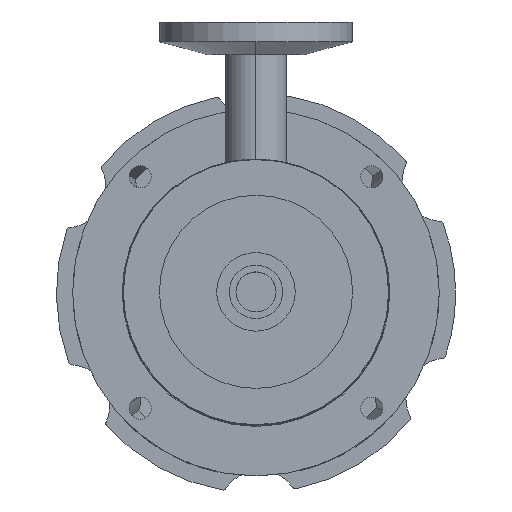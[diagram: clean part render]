
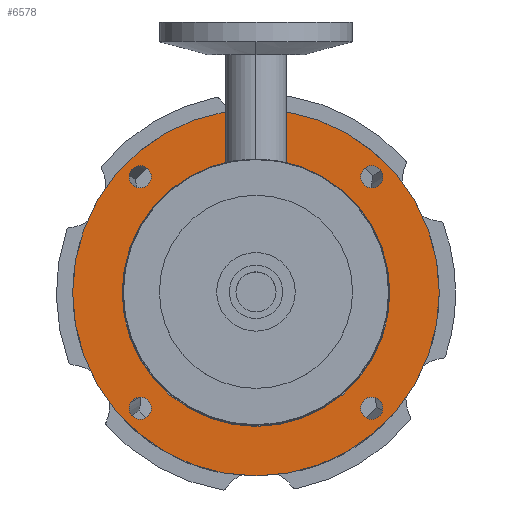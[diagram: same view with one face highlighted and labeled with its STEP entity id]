
A CAD part, top view. The second image highlights one B-rep face of the part: STEP entity #6578.
In plain terms, the highlighted planar face has unit normal (0, 0, 1).
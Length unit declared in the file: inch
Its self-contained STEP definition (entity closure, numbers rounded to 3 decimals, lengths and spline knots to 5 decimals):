
#21 = AXIS2_PLACEMENT_3D ( 'NONE', #6274, #10607, #7201 ) ;
#42 = VERTEX_POINT ( 'NONE', #7741 ) ;
#191 = CIRCLE ( 'NONE', #6637, 0.8175 ) ;
#318 = CARTESIAN_POINT ( 'NONE',  ( 0., 0., -0.72 ) ) ;
#336 = EDGE_CURVE ( 'NONE', #10831, #11041, #2898, .T. ) ;
#480 = AXIS2_PLACEMENT_3D ( 'NONE', #523, #6587, #1395 ) ;
#523 = CARTESIAN_POINT ( 'NONE',  ( 0., 0., -0.72 ) ) ;
#548 = ORIENTED_EDGE ( 'NONE', *, *, #3344, .T. ) ;
#612 = CARTESIAN_POINT ( 'NONE',  ( 0.70711, -0.63911, -0.72 ) ) ;
#734 = CIRCLE ( 'NONE', #4561, 1.12 ) ;
#739 = EDGE_CURVE ( 'NONE', #5965, #42, #734, .T. ) ;
#890 = AXIS2_PLACEMENT_3D ( 'NONE', #318, #6395, #1195 ) ;
#1162 = PLANE ( 'NONE',  #21 ) ;
#1195 = DIRECTION ( 'NONE',  ( 1., 0., 0. ) ) ;
#1202 = FACE_BOUND ( 'NONE', #5402, .T. ) ;
#1218 = AXIS2_PLACEMENT_3D ( 'NONE', #5128, #11227, #6010 ) ;
#1294 = AXIS2_PLACEMENT_3D ( 'NONE', #2682, #1940, #2045 ) ;
#1370 = VERTEX_POINT ( 'NONE', #4029 ) ;
#1395 = DIRECTION ( 'NONE',  ( 1., 0., 0. ) ) ;
#1422 = DIRECTION ( 'NONE',  ( 0., 0., -1. ) ) ;
#1714 = CARTESIAN_POINT ( 'NONE',  ( 0., 0., -0.72 ) ) ;
#1807 = ORIENTED_EDGE ( 'NONE', *, *, #9426, .T. ) ;
#1846 = ORIENTED_EDGE ( 'NONE', *, *, #739, .T. ) ;
#1934 = ORIENTED_EDGE ( 'NONE', *, *, #3981, .T. ) ;
#1940 = DIRECTION ( 'NONE',  ( 0., 0., -1. ) ) ;
#2045 = DIRECTION ( 'NONE',  ( 0., 1., 0. ) ) ;
#2291 = CIRCLE ( 'NONE', #890, 0.8175 ) ;
#2406 = CARTESIAN_POINT ( 'NONE',  ( -0.70711, 0.70711, -0.72 ) ) ;
#2539 = CARTESIAN_POINT ( 'NONE',  ( -0.70711, -0.63911, -0.72 ) ) ;
#2572 = EDGE_CURVE ( 'NONE', #11041, #10831, #10806, .T. ) ;
#2578 = DIRECTION ( 'NONE',  ( 1., 0., 0. ) ) ;
#2682 = CARTESIAN_POINT ( 'NONE',  ( 0.70711, -0.70711, -0.72 ) ) ;
#2898 = CIRCLE ( 'NONE', #1294, 0.068 ) ;
#3039 = VERTEX_POINT ( 'NONE', #3608 ) ;
#3208 = CARTESIAN_POINT ( 'NONE',  ( -0.8175, 0., -0.72 ) ) ;
#3272 = DIRECTION ( 'NONE',  ( -1., 0., 0. ) ) ;
#3344 = EDGE_CURVE ( 'NONE', #10959, #1370, #5888, .T. ) ;
#3349 = CARTESIAN_POINT ( 'NONE',  ( 0.70711, 0.70711, -0.72 ) ) ;
#3410 = CIRCLE ( 'NONE', #9937, 0.068 ) ;
#3436 = DIRECTION ( 'NONE',  ( 0., 0., -1. ) ) ;
#3459 = AXIS2_PLACEMENT_3D ( 'NONE', #4597, #10690, #5484 ) ;
#3495 = FACE_BOUND ( 'NONE', #6180, .T. ) ;
#3608 = CARTESIAN_POINT ( 'NONE',  ( 0.77511, 0.70711, -0.72 ) ) ;
#3657 = EDGE_LOOP ( 'NONE', ( #6297, #10576 ) ) ;
#3780 = EDGE_CURVE ( 'NONE', #4482, #6355, #4385, .T. ) ;
#3861 = CARTESIAN_POINT ( 'NONE',  ( 0.8175, 0., -0.72 ) ) ;
#3963 = AXIS2_PLACEMENT_3D ( 'NONE', #8631, #3436, #9499 ) ;
#3981 = EDGE_CURVE ( 'NONE', #6355, #4482, #3410, .T. ) ;
#4029 = CARTESIAN_POINT ( 'NONE',  ( -0.70711, -0.77511, -0.72 ) ) ;
#4196 = CARTESIAN_POINT ( 'NONE',  ( 0.63911, 0.70711, -0.72 ) ) ;
#4229 = DIRECTION ( 'NONE',  ( -1., 0., 0. ) ) ;
#4385 = CIRCLE ( 'NONE', #1218, 0.068 ) ;
#4482 = VERTEX_POINT ( 'NONE', #5100 ) ;
#4561 = AXIS2_PLACEMENT_3D ( 'NONE', #9453, #10032, #9219 ) ;
#4597 = CARTESIAN_POINT ( 'NONE',  ( 0.70711, -0.70711, -0.72 ) ) ;
#5001 = CARTESIAN_POINT ( 'NONE',  ( 0.70711, 0.70711, -0.72 ) ) ;
#5100 = CARTESIAN_POINT ( 'NONE',  ( -0.77511, 0.70711, -0.72 ) ) ;
#5128 = CARTESIAN_POINT ( 'NONE',  ( -0.70711, 0.70711, -0.72 ) ) ;
#5309 = ORIENTED_EDGE ( 'NONE', *, *, #10604, .T. ) ;
#5361 = ORIENTED_EDGE ( 'NONE', *, *, #8259, .T. ) ;
#5402 = EDGE_LOOP ( 'NONE', ( #6849, #6160 ) ) ;
#5484 = DIRECTION ( 'NONE',  ( 0., 1., 0. ) ) ;
#5543 = FACE_BOUND ( 'NONE', #3657, .T. ) ;
#5888 = CIRCLE ( 'NONE', #3963, 0.068 ) ;
#5891 = DIRECTION ( 'NONE',  ( -1., 0., 0. ) ) ;
#5965 = VERTEX_POINT ( 'NONE', #9313 ) ;
#5974 = CIRCLE ( 'NONE', #8859, 0.068 ) ;
#6003 = VERTEX_POINT ( 'NONE', #4196 ) ;
#6010 = DIRECTION ( 'NONE',  ( -1., 0., 0. ) ) ;
#6093 = FACE_BOUND ( 'NONE', #9320, .T. ) ;
#6160 = ORIENTED_EDGE ( 'NONE', *, *, #2572, .T. ) ;
#6180 = EDGE_LOOP ( 'NONE', ( #5309, #8506 ) ) ;
#6274 = CARTESIAN_POINT ( 'NONE',  ( -0.39598, -0.39598, -0.72 ) ) ;
#6297 = ORIENTED_EDGE ( 'NONE', *, *, #10276, .T. ) ;
#6355 = VERTEX_POINT ( 'NONE', #7324 ) ;
#6395 = DIRECTION ( 'NONE',  ( 0., 0., -1. ) ) ;
#6578 = ADVANCED_FACE ( 'NONE', ( #3495, #10167, #1202, #6093, #7840, #5543 ), #1162, .T. ) ;
#6587 = DIRECTION ( 'NONE',  ( 0., 0., 1. ) ) ;
#6604 = CARTESIAN_POINT ( 'NONE',  ( -0.70711, -0.70711, -0.72 ) ) ;
#6637 = AXIS2_PLACEMENT_3D ( 'NONE', #1714, #7784, #2578 ) ;
#6654 = ORIENTED_EDGE ( 'NONE', *, *, #3780, .T. ) ;
#6681 = CIRCLE ( 'NONE', #480, 1.12 ) ;
#6849 = ORIENTED_EDGE ( 'NONE', *, *, #336, .T. ) ;
#7201 = DIRECTION ( 'NONE',  ( 1., 0., 0. ) ) ;
#7324 = CARTESIAN_POINT ( 'NONE',  ( -0.63911, 0.70711, -0.72 ) ) ;
#7461 = DIRECTION ( 'NONE',  ( 0., 1., 0. ) ) ;
#7612 = EDGE_CURVE ( 'NONE', #3039, #6003, #8596, .T. ) ;
#7613 = VERTEX_POINT ( 'NONE', #3208 ) ;
#7741 = CARTESIAN_POINT ( 'NONE',  ( -1.12, 0., -0.72 ) ) ;
#7784 = DIRECTION ( 'NONE',  ( 0., 0., -1. ) ) ;
#7840 = FACE_BOUND ( 'NONE', #10515, .T. ) ;
#8259 = EDGE_CURVE ( 'NONE', #1370, #10959, #10531, .T. ) ;
#8390 = EDGE_CURVE ( 'NONE', #7613, #9807, #191, .T. ) ;
#8479 = DIRECTION ( 'NONE',  ( 0., 0., -1. ) ) ;
#8506 = ORIENTED_EDGE ( 'NONE', *, *, #8390, .T. ) ;
#8596 = CIRCLE ( 'NONE', #11020, 0.068 ) ;
#8610 = AXIS2_PLACEMENT_3D ( 'NONE', #6604, #1422, #7461 ) ;
#8631 = CARTESIAN_POINT ( 'NONE',  ( -0.70711, -0.70711, -0.72 ) ) ;
#8729 = CARTESIAN_POINT ( 'NONE',  ( 0.70711, -0.77511, -0.72 ) ) ;
#8859 = AXIS2_PLACEMENT_3D ( 'NONE', #3349, #9437, #4229 ) ;
#9143 = EDGE_LOOP ( 'NONE', ( #1846, #1807 ) ) ;
#9219 = DIRECTION ( 'NONE',  ( 1., 0., 0. ) ) ;
#9313 = CARTESIAN_POINT ( 'NONE',  ( 1.12, 0., -0.72 ) ) ;
#9320 = EDGE_LOOP ( 'NONE', ( #548, #5361 ) ) ;
#9426 = EDGE_CURVE ( 'NONE', #42, #5965, #6681, .T. ) ;
#9437 = DIRECTION ( 'NONE',  ( 0., 0., -1. ) ) ;
#9453 = CARTESIAN_POINT ( 'NONE',  ( 0., 0., -0.72 ) ) ;
#9499 = DIRECTION ( 'NONE',  ( 0., 1., 0. ) ) ;
#9807 = VERTEX_POINT ( 'NONE', #3861 ) ;
#9937 = AXIS2_PLACEMENT_3D ( 'NONE', #2406, #8479, #3272 ) ;
#10032 = DIRECTION ( 'NONE',  ( 0., 0., 1. ) ) ;
#10167 = FACE_OUTER_BOUND ( 'NONE', #9143, .T. ) ;
#10276 = EDGE_CURVE ( 'NONE', #6003, #3039, #5974, .T. ) ;
#10515 = EDGE_LOOP ( 'NONE', ( #6654, #1934 ) ) ;
#10531 = CIRCLE ( 'NONE', #8610, 0.068 ) ;
#10576 = ORIENTED_EDGE ( 'NONE', *, *, #7612, .T. ) ;
#10604 = EDGE_CURVE ( 'NONE', #9807, #7613, #2291, .T. ) ;
#10607 = DIRECTION ( 'NONE',  ( 0., 0., 1. ) ) ;
#10690 = DIRECTION ( 'NONE',  ( 0., 0., -1. ) ) ;
#10806 = CIRCLE ( 'NONE', #3459, 0.068 ) ;
#10831 = VERTEX_POINT ( 'NONE', #612 ) ;
#10959 = VERTEX_POINT ( 'NONE', #2539 ) ;
#11020 = AXIS2_PLACEMENT_3D ( 'NONE', #5001, #11097, #5891 ) ;
#11041 = VERTEX_POINT ( 'NONE', #8729 ) ;
#11097 = DIRECTION ( 'NONE',  ( 0., 0., -1. ) ) ;
#11227 = DIRECTION ( 'NONE',  ( 0., 0., -1. ) ) ;
